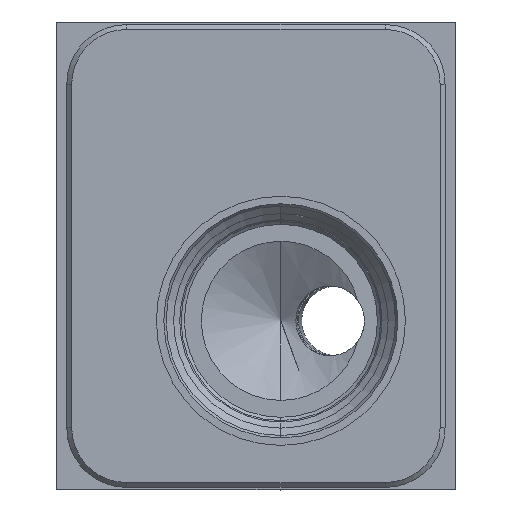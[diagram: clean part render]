
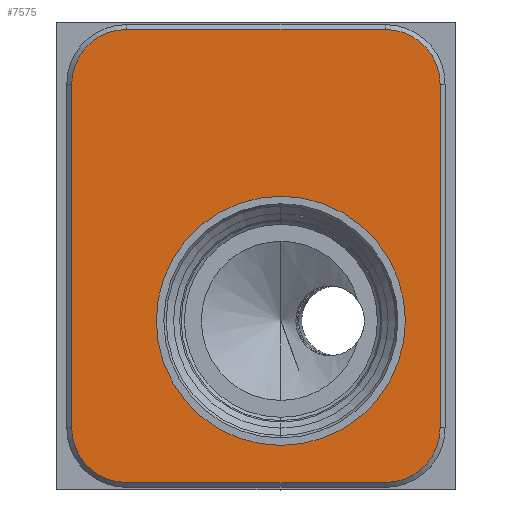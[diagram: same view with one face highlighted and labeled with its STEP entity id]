
A CAD part, front view. The second image highlights one B-rep face of the part: STEP entity #7575.
In plain terms, the highlighted planar face has unit normal (0, -1, 0).
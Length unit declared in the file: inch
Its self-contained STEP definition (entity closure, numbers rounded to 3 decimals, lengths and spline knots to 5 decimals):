
#2903=CARTESIAN_POINT('',(2.062,-7.5,2.547));
#2904=DIRECTION('',(0.,1.,0.));
#2905=DIRECTION('',(0.,0.,1.));
#2906=AXIS2_PLACEMENT_3D('',#2903,#2904,#2905);
#2917=CARTESIAN_POINT('',(1.406,-7.5,1.062));
#2918=DIRECTION('',(0.,1.,0.));
#2919=DIRECTION('',(0.,0.,-1.));
#2920=AXIS2_PLACEMENT_3D('',#2917,#2918,#2919);
#2922=CARTESIAN_POINT('',(1.406,-7.5,1.062));
#2923=DIRECTION('',(0.,1.,0.));
#2924=DIRECTION('',(0.,0.,1.));
#2925=AXIS2_PLACEMENT_3D('',#2922,#2923,#2924);
#4008=DIRECTION('',(0.,0.,-1.));
#4009=VECTOR('',#4008,2.156);
#4010=CARTESIAN_POINT('',(2.406,-7.5,2.547));
#4011=LINE('',#4010,#4009);
#4028=CARTESIAN_POINT('',(2.062,-7.5,0.391));
#4029=DIRECTION('',(0.,1.,0.));
#4030=DIRECTION('',(1.,0.,0.));
#4031=AXIS2_PLACEMENT_3D('',#4028,#4029,#4030);
#4046=DIRECTION('',(-1.,0.,0.));
#4047=VECTOR('',#4046,1.625);
#4048=CARTESIAN_POINT('',(2.062,-7.5,0.047));
#4049=LINE('',#4048,#4047);
#4062=CARTESIAN_POINT('',(0.437,-7.5,0.391));
#4063=DIRECTION('',(0.,1.,0.));
#4064=DIRECTION('',(0.,0.,-1.));
#4065=AXIS2_PLACEMENT_3D('',#4062,#4063,#4064);
#4076=DIRECTION('',(0.,0.,1.));
#4077=VECTOR('',#4076,2.156);
#4078=CARTESIAN_POINT('',(0.093,-7.5,0.391));
#4079=LINE('',#4078,#4077);
#4096=CARTESIAN_POINT('',(0.437,-7.5,2.547));
#4097=DIRECTION('',(0.,1.,0.));
#4098=DIRECTION('',(-1.,0.,0.));
#4099=AXIS2_PLACEMENT_3D('',#4096,#4097,#4098);
#4110=DIRECTION('',(1.,0.,0.));
#4111=VECTOR('',#4110,1.625);
#4112=CARTESIAN_POINT('',(0.437,-7.5,2.891));
#4113=LINE('',#4112,#4111);
#5994=CARTESIAN_POINT('',(1.406,-7.5,1.844));
#5995=VERTEX_POINT('',#5994);
#6006=CARTESIAN_POINT('',(1.406,-7.5,0.28));
#6007=VERTEX_POINT('',#6006);
#6056=CARTESIAN_POINT('',(2.062,-7.5,0.047));
#6057=CARTESIAN_POINT('',(0.437,-7.5,0.047));
#6058=VERTEX_POINT('',#6056);
#6059=VERTEX_POINT('',#6057);
#6064=CARTESIAN_POINT('',(0.093,-7.5,0.391));
#6065=VERTEX_POINT('',#6064);
#6068=CARTESIAN_POINT('',(0.093,-7.5,2.547));
#6069=VERTEX_POINT('',#6068);
#6072=CARTESIAN_POINT('',(0.437,-7.5,2.891));
#6073=VERTEX_POINT('',#6072);
#6076=CARTESIAN_POINT('',(2.062,-7.5,2.891));
#6077=VERTEX_POINT('',#6076);
#6080=CARTESIAN_POINT('',(2.406,-7.5,2.547));
#6081=VERTEX_POINT('',#6080);
#6084=CARTESIAN_POINT('',(2.406,-7.5,0.391));
#6085=VERTEX_POINT('',#6084);
#7547=CARTESIAN_POINT('',(0.,-7.5,0.));
#7548=DIRECTION('',(0.,-1.,0.));
#7549=DIRECTION('',(1.,0.,0.));
#7550=AXIS2_PLACEMENT_3D('',#7547,#7548,#7549);
#7551=PLANE('',#7550);
#7552=ORIENTED_EDGE('',*,*,#7537,.T.);
#7554=ORIENTED_EDGE('',*,*,#7553,.T.);
#7556=ORIENTED_EDGE('',*,*,#7555,.T.);
#7558=ORIENTED_EDGE('',*,*,#7557,.T.);
#7560=ORIENTED_EDGE('',*,*,#7559,.T.);
#7562=ORIENTED_EDGE('',*,*,#7561,.T.);
#7564=ORIENTED_EDGE('',*,*,#7563,.T.);
#7566=ORIENTED_EDGE('',*,*,#7565,.T.);
#7567=EDGE_LOOP('',(#7552,#7554,#7556,#7558,#7560,#7562,#7564,#7566));
#7568=FACE_OUTER_BOUND('',#7567,.F.);
#7570=ORIENTED_EDGE('',*,*,#7569,.F.);
#7572=ORIENTED_EDGE('',*,*,#7571,.F.);
#7573=EDGE_LOOP('',(#7570,#7572));
#7574=FACE_BOUND('',#7573,.F.);
#7575=ADVANCED_FACE('',(#7568,#7574),#7551,.T.);
#2907=CIRCLE('',#2906,0.344);
#2921=CIRCLE('',#2920,0.782);
#2926=CIRCLE('',#2925,0.782);
#4032=CIRCLE('',#4031,0.344);
#4066=CIRCLE('',#4065,0.344);
#4100=CIRCLE('',#4099,0.344);
#7537=EDGE_CURVE('',#6077,#6081,#2907,.T.);
#7553=EDGE_CURVE('',#6081,#6085,#4011,.T.);
#7555=EDGE_CURVE('',#6085,#6058,#4032,.T.);
#7557=EDGE_CURVE('',#6058,#6059,#4049,.T.);
#7559=EDGE_CURVE('',#6059,#6065,#4066,.T.);
#7561=EDGE_CURVE('',#6065,#6069,#4079,.T.);
#7563=EDGE_CURVE('',#6069,#6073,#4100,.T.);
#7565=EDGE_CURVE('',#6073,#6077,#4113,.T.);
#7569=EDGE_CURVE('',#6007,#5995,#2921,.T.);
#7571=EDGE_CURVE('',#5995,#6007,#2926,.T.);
